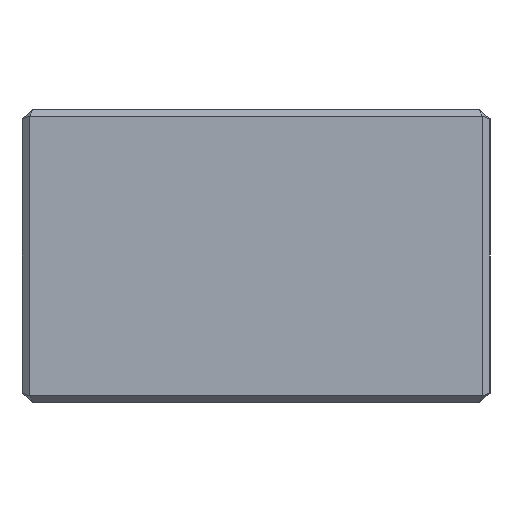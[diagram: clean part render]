
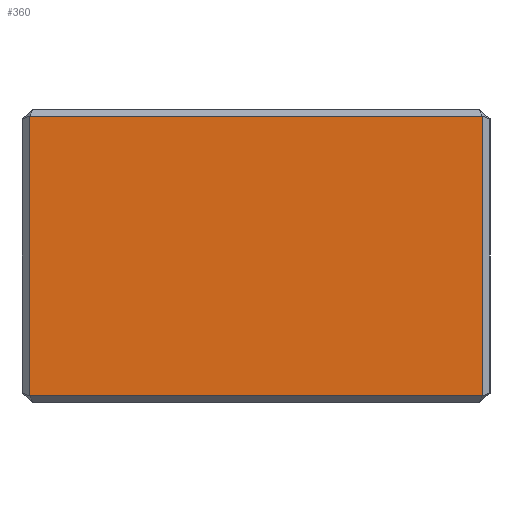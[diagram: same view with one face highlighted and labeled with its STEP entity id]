
A CAD part, left-side view. The second image highlights one B-rep face of the part: STEP entity #360.
In plain terms, the highlighted planar face has unit normal (-1, 0, 0).
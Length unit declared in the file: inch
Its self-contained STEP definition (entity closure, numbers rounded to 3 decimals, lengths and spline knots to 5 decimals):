
#99 = DIRECTION ( 'NONE',  ( 0., 0., -1. ) ) ;
#116 = EDGE_CURVE ( 'NONE', #205, #622, #1471, .T. ) ;
#130 = CARTESIAN_POINT ( 'NONE',  ( -1.21012, 0.96797, -0.3354 ) ) ;
#190 = ORIENTED_EDGE ( 'NONE', *, *, #1067, .T. ) ;
#196 = CARTESIAN_POINT ( 'NONE',  ( -1.21012, -0.96797, 0.85985 ) ) ;
#205 = VERTEX_POINT ( 'NONE', #612 ) ;
#244 = DIRECTION ( 'NONE',  ( 0., -1., 0. ) ) ;
#274 = PLANE ( 'NONE',  #282 ) ;
#282 = AXIS2_PLACEMENT_3D ( 'NONE', #514, #755, #1339 ) ;
#305 = ORIENTED_EDGE ( 'NONE', *, *, #1412, .T. ) ;
#360 = ADVANCED_FACE ( 'NONE', ( #502 ), #274, .F. ) ;
#414 = CARTESIAN_POINT ( 'NONE',  ( -1.21012, -0.96797, 0.85985 ) ) ;
#422 = LINE ( 'NONE', #130, #919 ) ;
#454 = DIRECTION ( 'NONE',  ( 0., 0., 1. ) ) ;
#502 = FACE_OUTER_BOUND ( 'NONE', #654, .T. ) ;
#510 = VERTEX_POINT ( 'NONE', #414 ) ;
#514 = CARTESIAN_POINT ( 'NONE',  ( -1.21012, 0., -0.39334 ) ) ;
#612 = CARTESIAN_POINT ( 'NONE',  ( -1.21012, 0.96797, 0.85985 ) ) ;
#622 = VERTEX_POINT ( 'NONE', #1265 ) ;
#643 = VERTEX_POINT ( 'NONE', #1531 ) ;
#654 = EDGE_LOOP ( 'NONE', ( #1425, #190, #305, #1146 ) ) ;
#755 = DIRECTION ( 'NONE',  ( 1., 0., 0. ) ) ;
#919 = VECTOR ( 'NONE', #244, 39.37008 ) ;
#931 = DIRECTION ( 'NONE',  ( 0., 1., 0. ) ) ;
#998 = VECTOR ( 'NONE', #454, 39.37008 ) ;
#1045 = CARTESIAN_POINT ( 'NONE',  ( -1.21012, -0.96797, -0.3354 ) ) ;
#1067 = EDGE_CURVE ( 'NONE', #622, #643, #422, .T. ) ;
#1146 = ORIENTED_EDGE ( 'NONE', *, *, #1383, .T. ) ;
#1237 = LINE ( 'NONE', #196, #1298 ) ;
#1265 = CARTESIAN_POINT ( 'NONE',  ( -1.21012, 0.96797, -0.3354 ) ) ;
#1298 = VECTOR ( 'NONE', #931, 39.37008 ) ;
#1313 = LINE ( 'NONE', #1045, #998 ) ;
#1323 = VECTOR ( 'NONE', #99, 39.37008 ) ;
#1339 = DIRECTION ( 'NONE',  ( 0., 0., -1. ) ) ;
#1383 = EDGE_CURVE ( 'NONE', #510, #205, #1237, .T. ) ;
#1412 = EDGE_CURVE ( 'NONE', #643, #510, #1313, .T. ) ;
#1419 = CARTESIAN_POINT ( 'NONE',  ( -1.21012, 0.96797, 0.85985 ) ) ;
#1425 = ORIENTED_EDGE ( 'NONE', *, *, #116, .T. ) ;
#1471 = LINE ( 'NONE', #1419, #1323 ) ;
#1531 = CARTESIAN_POINT ( 'NONE',  ( -1.21012, -0.96797, -0.3354 ) ) ;
